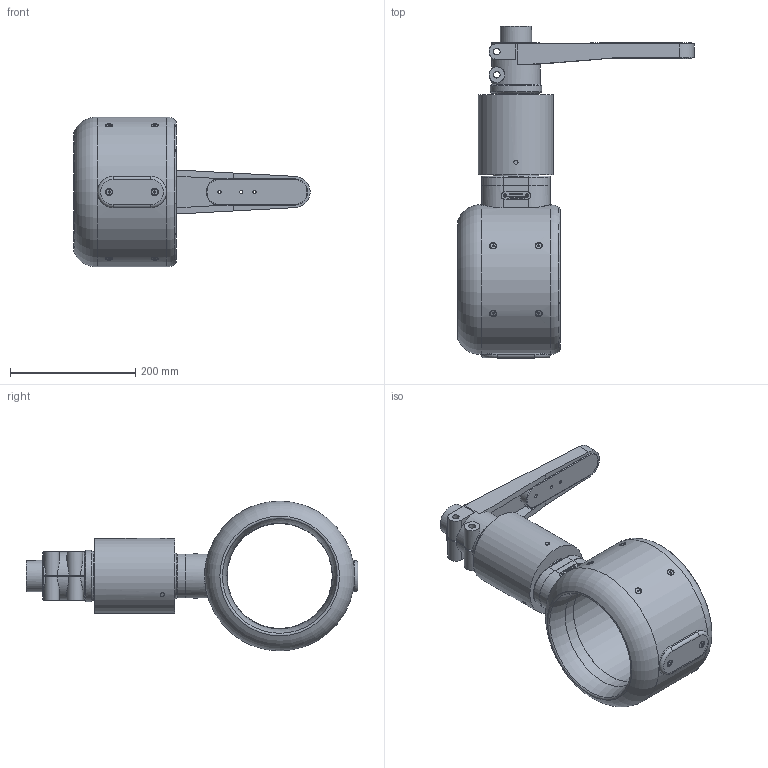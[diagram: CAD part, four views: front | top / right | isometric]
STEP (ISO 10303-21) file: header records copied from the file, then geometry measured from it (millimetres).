
FILE_DESCRIPTION (( 'STEP AP214' ), '1' );
FILE_NAME ('P-087-230-rev-D-M168.STEP', '2026-03-06T15:18:59', ( '' ), ( '' ), 'SwSTEP 2.0', 'SolidWorks 2024', '' );
FILE_SCHEMA (( 'AUTOMOTIVE_DESIGN' ));
Length unit declared in the file: millimetre
Products named in the file (1): P-087-230-rev-D-M168
Bounding box: 377.8 x 530.85 x 239.41 mm (x, y, z)
Volume: 5985156.1 mm3; surface area: 403645.8 mm2
Topology: 1 solids, 9 shells, 872 faces, 2211 edges, 1421 vertices
Faces by surface type: plane 564, bspline 132, cylinder 98, cone 43, torus 31, sphere 4
Full cylindrical faces by diameter (mm): 5 x8, 5.1 x3, 5.5 x8, 5.7 x4, 6.8 x3, 9.64 x10, 10.5 x4, 25 x2, 50 x1, 82 x1, 120 x1, 168 x1, 239.4 x1
Entity records: 39842 total; most frequent: CARTESIAN_POINT 11373, ORIENTED_EDGE 4114, DIRECTION 3208, EDGE_CURVE 2057, VERTEX_POINT 1368, VECTOR 1108, LINE 1108, EDGE_LOOP 1069
